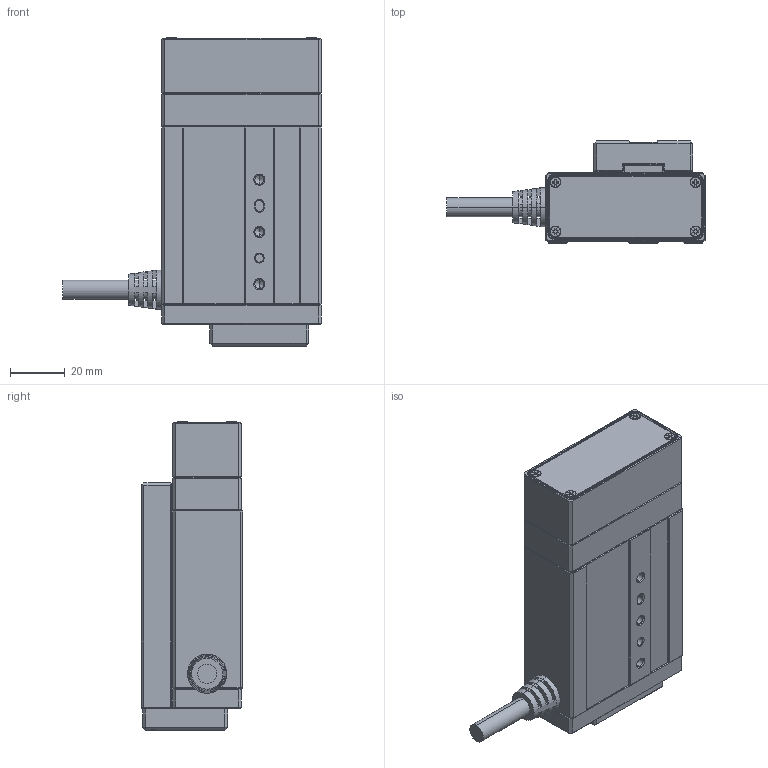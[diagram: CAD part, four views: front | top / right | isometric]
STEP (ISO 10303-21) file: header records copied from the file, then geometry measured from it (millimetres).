
FILE_DESCRIPTION (( 'STEP AP203' ), '1' );
FILE_NAME ('RM-WRPLA-08-30-4T 峚倰遵す怢芢裝.STEP', '2021-12-15T06:59:09', ( '' ), ( '' ), 'SwSTEP 2.0', 'SolidWorks 2019', '' );
FILE_SCHEMA (( 'CONFIG_CONTROL_DESIGN' ));
Length unit declared in the file: millimetre
Products named in the file (18): MFT03-M2.5x8 埴翐囀鞠褒蹟佪; 肮祭謫碟; MFT02-M2x5 坋趼麥芛蹟佪; す怢傷啣; MGW7H 賑寢_30; M3x5 埴翐囀鞠褒蹟佪; 芢裝_30; 肮祭謫碟猾裔; す怢啣_30; SR.step; RM-WRPLA-08-30-4T 峚倰遵す怢芢裝; MFT07-M2.5 粟銅賡; M4x8 埴翐囀鞠褒蹟佪; MGW7H 賑輸; ヶ傷裔; M3x6 埴翐囀鞠褒蹟佪; す怢倰裝极_30; 粣創釱
Assembly tree (31 placements, depth 2):
  RM-WRPLA-08-30-4T 峚倰遵す怢芢裝
    芢裝_30
    す怢啣_30
    M3x5 埴翐囀鞠褒蹟佪  x4
    す怢傷啣
    す怢倰裝极_30
    粣創釱
    ヶ傷裔
    肮祭謫碟
    肮祭謫碟猾裔
    MFT07-M2.5 粟銅賡  x3
    MFT03-M2.5x8 埴翐囀鞠褒蹟佪  x6
    MFT02-M2x5 坋趼麥芛蹟佪  x4
    MGW7H 賑寢_30
    MGW7H 賑輸
    SR.step
    M3x6 埴翐囀鞠褒蹟佪  x2
    M4x8 埴翐囀鞠褒蹟佪
Bounding box: 94 x 37 x 112.1 mm (x, y, z)
Volume: 119007 mm3; surface area: 72101.6 mm2
Topology: 31 solids, 31 shells, 1850 faces, 4174 edges, 2438 vertices
Faces by surface type: plane 953, cone 464, cylinder 424, bspline 9
Entity records: 41672 total; most frequent: DIRECTION 7148, CARTESIAN_POINT 6779, ORIENTED_EDGE 6414, EDGE_CURVE 3207, AXIS2_PLACEMENT_3D 2535, LINE 2078, VECTOR 2078, VERTEX_POINT 1910
